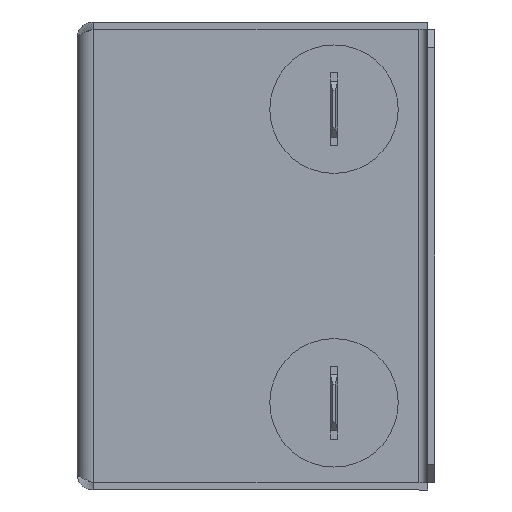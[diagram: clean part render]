
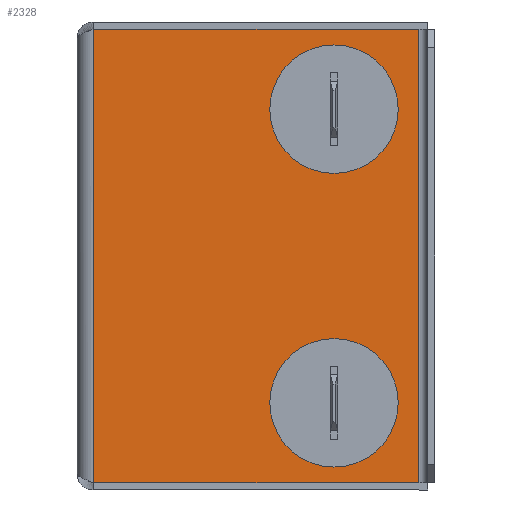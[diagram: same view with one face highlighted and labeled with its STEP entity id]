
A CAD part, left-side view. The second image highlights one B-rep face of the part: STEP entity #2328.
In plain terms, the highlighted planar face has unit normal (-1, 0, 0).
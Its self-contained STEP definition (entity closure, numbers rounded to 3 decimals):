
#16 = VERTEX_POINT ( 'NONE', #2447 ) ;
#123 = VERTEX_POINT ( 'NONE', #246 ) ;
#219 = EDGE_LOOP ( 'NONE', ( #3353, #1094, #3179, #2506 ) ) ;
#246 = CARTESIAN_POINT ( 'NONE',  ( -31.5, -37.2, -24.699 ) ) ;
#276 = DIRECTION ( 'NONE',  ( 0., -1., 0. ) ) ;
#384 = CARTESIAN_POINT ( 'NONE',  ( -31.5, -1.8, 0. ) ) ;
#454 = CARTESIAN_POINT ( 'NONE',  ( -31.5, 0., 24.699 ) ) ;
#460 = LINE ( 'NONE', #4664, #2114 ) ;
#472 = AXIS2_PLACEMENT_3D ( 'NONE', #4820, #1482, #4435 ) ;
#503 = AXIS2_PLACEMENT_3D ( 'NONE', #1775, #3325, #4084 ) ;
#640 = CARTESIAN_POINT ( 'NONE',  ( -31.5, 0., 0. ) ) ;
#682 = CARTESIAN_POINT ( 'NONE',  ( -31.5, -28., 16. ) ) ;
#691 = EDGE_LOOP ( 'NONE', ( #2671, #4798 ) ) ;
#724 = ORIENTED_EDGE ( 'NONE', *, *, #4251, .F. ) ;
#788 = EDGE_CURVE ( 'Defeature ausgef�hrt2_51+Defeature ausgef�hrt2_11+Defeature ausgef�hrt2_49+Defeature ausgef�hrt2_48', #3745, #123, #3236, .T. ) ;
#901 = VERTEX_POINT ( 'NONE', #1908 ) ;
#903 = DIRECTION ( 'NONE',  ( 0., 1., 0. ) ) ;
#940 = VERTEX_POINT ( 'NONE', #3360 ) ;
#983 = FACE_BOUND ( 'NONE', #4601, .T. ) ;
#1094 = ORIENTED_EDGE ( 'NONE', *, *, #788, .F. ) ;
#1206 = LINE ( 'NONE', #454, #3329 ) ;
#1253 = AXIS2_PLACEMENT_3D ( 'NONE', #4498, #4871, #3032 ) ;
#1436 = VECTOR ( 'NONE', #2358, 1000. ) ;
#1482 = DIRECTION ( 'NONE',  ( -1., 0., 0. ) ) ;
#1527 = EDGE_CURVE ( 'Defeature ausgef�hrt2_13+Defeature ausgef�hrt2_11+Defeature ausgef�hrt2_48+Defeature ausgef�hrt2_2', #123, #16, #460, .T. ) ;
#1775 = CARTESIAN_POINT ( 'NONE',  ( -31.5, -28., 16. ) ) ;
#1781 = DIRECTION ( 'NONE',  ( 0., -1., 0. ) ) ;
#1851 = CIRCLE ( 'NONE', #1253, 7. ) ;
#1869 = VERTEX_POINT ( 'NONE', #3630 ) ;
#1908 = CARTESIAN_POINT ( 'NONE',  ( -31.5, -28., -23. ) ) ;
#2114 = VECTOR ( 'NONE', #903, 1000. ) ;
#2328 = ADVANCED_FACE ( 'Defeature ausgef�hrt2_11', ( #3981, #983, #3856 ), #2516, .T. ) ;
#2358 = DIRECTION ( 'NONE',  ( 0., 0., -1. ) ) ;
#2447 = CARTESIAN_POINT ( 'NONE',  ( -31.5, -1.8, -24.699 ) ) ;
#2506 = ORIENTED_EDGE ( 'NONE', *, *, #4583, .T. ) ;
#2516 = PLANE ( 'NONE',  #3592 ) ;
#2539 = EDGE_CURVE ( 'Defeature ausgef�hrt2_11+Defeature ausgef�hrt2_10+Defeature ausgef�hrt2_51+Defeature ausgef�hrt2_19', #3745, #4211, #1206, .T. ) ;
#2630 = DIRECTION ( 'NONE',  ( 0., 0., -1. ) ) ;
#2671 = ORIENTED_EDGE ( 'NONE', *, *, #3954, .F. ) ;
#2961 = DIRECTION ( 'NONE',  ( -1., 0., 0. ) ) ;
#3032 = DIRECTION ( 'NONE',  ( 0., -1., 0. ) ) ;
#3179 = ORIENTED_EDGE ( 'NONE', *, *, #2539, .T. ) ;
#3236 = LINE ( 'NONE', #4873, #4060 ) ;
#3289 = AXIS2_PLACEMENT_3D ( 'NONE', #682, #2961, #276 ) ;
#3295 = EDGE_CURVE ( 'Defeature ausgef�hrt2_107+Defeature ausgef�hrt2_11+Defeature ausgef�hrt2_11+Defeature ausgef�hrt2_11', #940, #901, #3673, .T. ) ;
#3314 = CIRCLE ( 'NONE', #503, 7. ) ;
#3325 = DIRECTION ( 'NONE',  ( -1., 0., 0. ) ) ;
#3329 = VECTOR ( 'NONE', #3829, 1000. ) ;
#3353 = ORIENTED_EDGE ( 'NONE', *, *, #1527, .F. ) ;
#3360 = CARTESIAN_POINT ( 'NONE',  ( -31.5, -28., -9. ) ) ;
#3368 = CIRCLE ( 'NONE', #3289, 7. ) ;
#3544 = LINE ( 'NONE', #384, #1436 ) ;
#3591 = DIRECTION ( 'NONE',  ( -1., 0., 0. ) ) ;
#3592 = AXIS2_PLACEMENT_3D ( 'NONE', #640, #3591, #1781 ) ;
#3630 = CARTESIAN_POINT ( 'NONE',  ( -31.5, -28., 23. ) ) ;
#3673 = CIRCLE ( 'NONE', #472, 7. ) ;
#3745 = VERTEX_POINT ( 'NONE', #3867 ) ;
#3774 = CARTESIAN_POINT ( 'NONE',  ( -31.5, -1.8, 24.699 ) ) ;
#3829 = DIRECTION ( 'NONE',  ( 0., 1., 0. ) ) ;
#3856 = FACE_OUTER_BOUND ( 'NONE', #219, .T. ) ;
#3867 = CARTESIAN_POINT ( 'NONE',  ( -31.5, -37.2, 24.699 ) ) ;
#3954 = EDGE_CURVE ( 'Defeature ausgef�hrt2_109+Defeature ausgef�hrt2_11+Defeature ausgef�hrt2_11+Defeature ausgef�hrt2_11', #4509, #1869, #3314, .T. ) ;
#3981 = FACE_BOUND ( 'NONE', #691, .T. ) ;
#4060 = VECTOR ( 'NONE', #2630, 1000. ) ;
#4084 = DIRECTION ( 'NONE',  ( 0., -1., 0. ) ) ;
#4211 = VERTEX_POINT ( 'NONE', #3774 ) ;
#4245 = ORIENTED_EDGE ( 'NONE', *, *, #3295, .F. ) ;
#4251 = EDGE_CURVE ( 'Defeature ausgef�hrt2_107+Defeature ausgef�hrt2_11+Defeature ausgef�hrt2_11+Defeature ausgef�hrt2_11', #901, #940, #1851, .T. ) ;
#4363 = EDGE_CURVE ( 'Defeature ausgef�hrt2_109+Defeature ausgef�hrt2_11+Defeature ausgef�hrt2_11+Defeature ausgef�hrt2_11', #1869, #4509, #3368, .T. ) ;
#4435 = DIRECTION ( 'NONE',  ( 0., -1., 0. ) ) ;
#4498 = CARTESIAN_POINT ( 'NONE',  ( -31.5, -28., -16. ) ) ;
#4509 = VERTEX_POINT ( 'NONE', #4838 ) ;
#4583 = EDGE_CURVE ( 'Defeature ausgef�hrt2_11+Defeature ausgef�hrt2_19+Defeature ausgef�hrt2_10+Defeature ausgef�hrt2_13', #4211, #16, #3544, .T. ) ;
#4601 = EDGE_LOOP ( 'NONE', ( #724, #4245 ) ) ;
#4664 = CARTESIAN_POINT ( 'NONE',  ( -31.5, -0.8, -24.699 ) ) ;
#4798 = ORIENTED_EDGE ( 'NONE', *, *, #4363, .F. ) ;
#4820 = CARTESIAN_POINT ( 'NONE',  ( -31.5, -28., -16. ) ) ;
#4838 = CARTESIAN_POINT ( 'NONE',  ( -31.5, -28., 9. ) ) ;
#4871 = DIRECTION ( 'NONE',  ( -1., 0., 0. ) ) ;
#4873 = CARTESIAN_POINT ( 'NONE',  ( -31.5, -37.2, 24.699 ) ) ;
